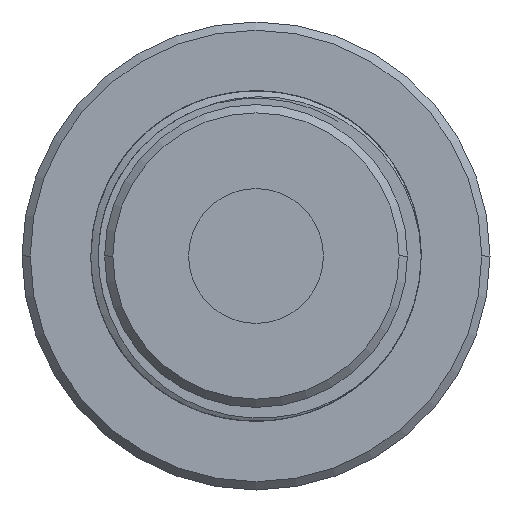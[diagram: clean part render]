
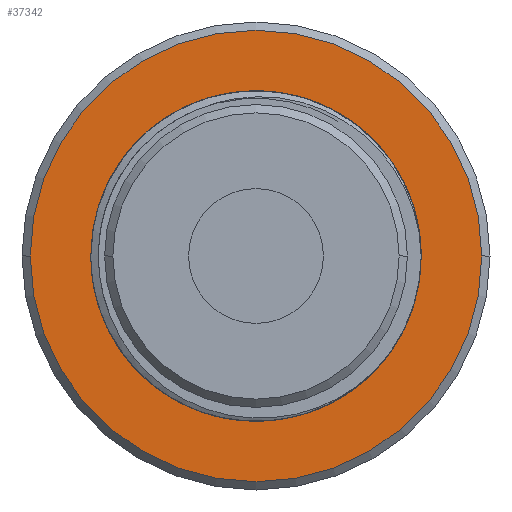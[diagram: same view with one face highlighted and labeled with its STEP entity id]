
A CAD part, left-side view. The second image highlights one B-rep face of the part: STEP entity #37342.
In plain terms, the highlighted face is planar.
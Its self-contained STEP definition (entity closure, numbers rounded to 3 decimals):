
#273 = EDGE_CURVE('',#274,#276,#278,.T.);
#274 = VERTEX_POINT('',#275);
#275 = CARTESIAN_POINT('',(8.2,13.75,0.));
#276 = VERTEX_POINT('',#277);
#277 = CARTESIAN_POINT('',(-8.2,13.75,0.));
#278 = SURFACE_CURVE('',#279,(#284,#296),.PCURVE_S1.);
#279 = CIRCLE('',#280,8.2);
#280 = AXIS2_PLACEMENT_3D('',#281,#282,#283);
#281 = CARTESIAN_POINT('',(0.,13.75,0.));
#282 = DIRECTION('',(0.,-1.,0.));
#283 = DIRECTION('',(1.,0.,0.));
#284 = PCURVE('',#285,#290);
#285 = CONICAL_SURFACE('',#286,8.2,0.785);
#286 = AXIS2_PLACEMENT_3D('',#287,#288,#289);
#287 = CARTESIAN_POINT('',(0.,13.75,0.));
#288 = DIRECTION('',(0.,1.,0.));
#289 = DIRECTION('',(-1.,0.,0.));
#290 = DEFINITIONAL_REPRESENTATION('',(#291),#295);
#291 = LINE('',#292,#293);
#292 = CARTESIAN_POINT('',(3.142,0.));
#293 = VECTOR('',#294,1.);
#294 = DIRECTION('',(-1.,0.));
#295 = ( GEOMETRIC_REPRESENTATION_CONTEXT(2) 
PARAMETRIC_REPRESENTATION_CONTEXT() REPRESENTATION_CONTEXT('2D SPACE',''
  ) );
#296 = PCURVE('',#297,#302);
#297 = PLANE('',#298);
#298 = AXIS2_PLACEMENT_3D('',#299,#300,#301);
#299 = CARTESIAN_POINT('',(5.5,13.75,0.));
#300 = DIRECTION('',(0.,-1.,0.));
#301 = DIRECTION('',(1.,0.,0.));
#302 = DEFINITIONAL_REPRESENTATION('',(#303),#307);
#303 = CIRCLE('',#304,8.2);
#304 = AXIS2_PLACEMENT_2D('',#305,#306);
#305 = CARTESIAN_POINT('',(-5.5,0.));
#306 = DIRECTION('',(1.,0.));
#307 = ( GEOMETRIC_REPRESENTATION_CONTEXT(2) 
PARAMETRIC_REPRESENTATION_CONTEXT() REPRESENTATION_CONTEXT('2D SPACE',''
  ) );
#325 = CONICAL_SURFACE('',#326,8.2,0.785);
#326 = AXIS2_PLACEMENT_3D('',#327,#328,#329);
#327 = CARTESIAN_POINT('',(0.,13.75,0.));
#328 = DIRECTION('',(0.,1.,0.));
#329 = DIRECTION('',(-1.,0.,0.));
#35556 = EDGE_CURVE('',#35557,#35559,#35561,.T.);
#35557 = VERTEX_POINT('',#35558);
#35558 = CARTESIAN_POINT('',(5.5,13.75,0.));
#35559 = VERTEX_POINT('',#35560);
#35560 = CARTESIAN_POINT('',(-5.5,13.75,0.));
#35561 = SURFACE_CURVE('',#35562,(#35567,#35579),.PCURVE_S1.);
#35562 = CIRCLE('',#35563,5.5);
#35563 = AXIS2_PLACEMENT_3D('',#35564,#35565,#35566);
#35564 = CARTESIAN_POINT('',(0.,13.75,0.));
#35565 = DIRECTION('',(0.,-1.,0.));
#35566 = DIRECTION('',(1.,0.,0.));
#35567 = PCURVE('',#35568,#35573);
#35568 = CYLINDRICAL_SURFACE('',#35569,5.5);
#35569 = AXIS2_PLACEMENT_3D('',#35570,#35571,#35572);
#35570 = CARTESIAN_POINT('',(0.,0.,0.));
#35571 = DIRECTION('',(0.,-1.,-0.));
#35572 = DIRECTION('',(1.,0.,0.));
#35573 = DEFINITIONAL_REPRESENTATION('',(#35574),#35578);
#35574 = LINE('',#35575,#35576);
#35575 = CARTESIAN_POINT('',(0.,-13.75));
#35576 = VECTOR('',#35577,1.);
#35577 = DIRECTION('',(1.,0.));
#35578 = ( GEOMETRIC_REPRESENTATION_CONTEXT(2) 
PARAMETRIC_REPRESENTATION_CONTEXT() REPRESENTATION_CONTEXT('2D SPACE',''
  ) );
#35579 = PCURVE('',#297,#35580);
#35580 = DEFINITIONAL_REPRESENTATION('',(#35581),#35585);
#35581 = CIRCLE('',#35582,5.5);
#35582 = AXIS2_PLACEMENT_2D('',#35583,#35584);
#35583 = CARTESIAN_POINT('',(-5.5,0.));
#35584 = DIRECTION('',(1.,0.));
#35585 = ( GEOMETRIC_REPRESENTATION_CONTEXT(2) 
PARAMETRIC_REPRESENTATION_CONTEXT() REPRESENTATION_CONTEXT('2D SPACE',''
  ) );
#35603 = CYLINDRICAL_SURFACE('',#35604,5.5);
#35604 = AXIS2_PLACEMENT_3D('',#35605,#35606,#35607);
#35605 = CARTESIAN_POINT('',(0.,0.,0.));
#35606 = DIRECTION('',(0.,-1.,-0.));
#35607 = DIRECTION('',(1.,0.,0.));
#37342 = ADVANCED_FACE('',(#37343,#37368),#297,.T.);
#37343 = FACE_BOUND('',#37344,.T.);
#37344 = EDGE_LOOP('',(#37345,#37367));
#37345 = ORIENTED_EDGE('',*,*,#37346,.T.);
#37346 = EDGE_CURVE('',#276,#274,#37347,.T.);
#37347 = SURFACE_CURVE('',#37348,(#37353,#37360),.PCURVE_S1.);
#37348 = CIRCLE('',#37349,8.2);
#37349 = AXIS2_PLACEMENT_3D('',#37350,#37351,#37352);
#37350 = CARTESIAN_POINT('',(0.,13.75,0.));
#37351 = DIRECTION('',(0.,-1.,0.));
#37352 = DIRECTION('',(1.,0.,0.));
#37353 = PCURVE('',#297,#37354);
#37354 = DEFINITIONAL_REPRESENTATION('',(#37355),#37359);
#37355 = CIRCLE('',#37356,8.2);
#37356 = AXIS2_PLACEMENT_2D('',#37357,#37358);
#37357 = CARTESIAN_POINT('',(-5.5,0.));
#37358 = DIRECTION('',(1.,0.));
#37359 = ( GEOMETRIC_REPRESENTATION_CONTEXT(2) 
PARAMETRIC_REPRESENTATION_CONTEXT() REPRESENTATION_CONTEXT('2D SPACE',''
  ) );
#37360 = PCURVE('',#325,#37361);
#37361 = DEFINITIONAL_REPRESENTATION('',(#37362),#37366);
#37362 = LINE('',#37363,#37364);
#37363 = CARTESIAN_POINT('',(9.425,0.));
#37364 = VECTOR('',#37365,1.);
#37365 = DIRECTION('',(-1.,0.));
#37366 = ( GEOMETRIC_REPRESENTATION_CONTEXT(2) 
PARAMETRIC_REPRESENTATION_CONTEXT() REPRESENTATION_CONTEXT('2D SPACE',''
  ) );
#37367 = ORIENTED_EDGE('',*,*,#273,.T.);
#37368 = FACE_BOUND('',#37369,.T.);
#37369 = EDGE_LOOP('',(#37370,#37371));
#37370 = ORIENTED_EDGE('',*,*,#35556,.F.);
#37371 = ORIENTED_EDGE('',*,*,#37372,.F.);
#37372 = EDGE_CURVE('',#35559,#35557,#37373,.T.);
#37373 = SURFACE_CURVE('',#37374,(#37379,#37386),.PCURVE_S1.);
#37374 = CIRCLE('',#37375,5.5);
#37375 = AXIS2_PLACEMENT_3D('',#37376,#37377,#37378);
#37376 = CARTESIAN_POINT('',(0.,13.75,0.));
#37377 = DIRECTION('',(0.,-1.,0.));
#37378 = DIRECTION('',(1.,0.,0.));
#37379 = PCURVE('',#297,#37380);
#37380 = DEFINITIONAL_REPRESENTATION('',(#37381),#37385);
#37381 = CIRCLE('',#37382,5.5);
#37382 = AXIS2_PLACEMENT_2D('',#37383,#37384);
#37383 = CARTESIAN_POINT('',(-5.5,0.));
#37384 = DIRECTION('',(1.,0.));
#37385 = ( GEOMETRIC_REPRESENTATION_CONTEXT(2) 
PARAMETRIC_REPRESENTATION_CONTEXT() REPRESENTATION_CONTEXT('2D SPACE',''
  ) );
#37386 = PCURVE('',#35603,#37387);
#37387 = DEFINITIONAL_REPRESENTATION('',(#37388),#37392);
#37388 = LINE('',#37389,#37390);
#37389 = CARTESIAN_POINT('',(0.,-13.75));
#37390 = VECTOR('',#37391,1.);
#37391 = DIRECTION('',(1.,0.));
#37392 = ( GEOMETRIC_REPRESENTATION_CONTEXT(2) 
PARAMETRIC_REPRESENTATION_CONTEXT() REPRESENTATION_CONTEXT('2D SPACE',''
  ) );
